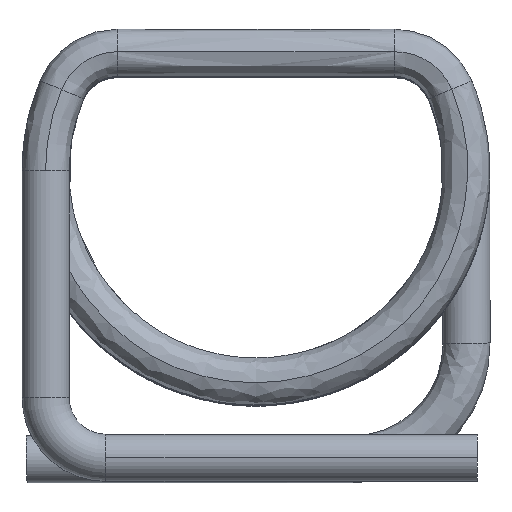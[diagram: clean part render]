
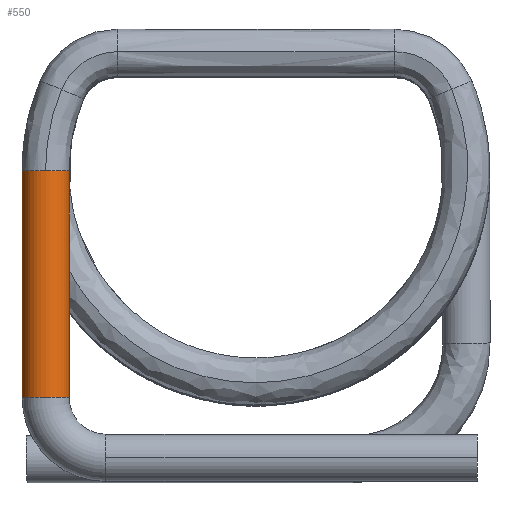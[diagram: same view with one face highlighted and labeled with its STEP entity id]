
A CAD part, top view. The second image highlights one B-rep face of the part: STEP entity #550.
In plain terms, the highlighted cylindrical face has radius 0.39 mm (diameter 0.78 mm), a partial arc.
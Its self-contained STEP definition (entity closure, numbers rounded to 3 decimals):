
#106 = AXIS2_PLACEMENT_3D ( 'NONE', #14633, #10869, #7265 ) ;
#476 = CARTESIAN_POINT ( 'NONE',  ( -3.875, -3.75, 0. ) ) ;
#550 = ADVANCED_FACE ( 'NONE', ( #11687 ), #3228, .T. ) ;
#724 = EDGE_CURVE ( 'NONE', #1563, #837, #10338, .T. ) ;
#837 = VERTEX_POINT ( 'NONE', #848 ) ;
#848 = CARTESIAN_POINT ( 'NONE',  ( -3.095, 0., 0. ) ) ;
#1261 = LINE ( 'NONE', #476, #11002 ) ;
#1473 = DIRECTION ( 'NONE',  ( -1., 0., 0. ) ) ;
#1563 = VERTEX_POINT ( 'NONE', #5266 ) ;
#2211 = CARTESIAN_POINT ( 'NONE',  ( -3.095, -3.75, 0. ) ) ;
#3228 = CYLINDRICAL_SURFACE ( 'NONE', #11924, 0.39 ) ;
#3511 = CIRCLE ( 'NONE', #5060, 0.39 ) ;
#3601 = VECTOR ( 'NONE', #13111, 1000. ) ;
#3630 = ORIENTED_EDGE ( 'NONE', *, *, #8201, .F. ) ;
#3934 = CIRCLE ( 'NONE', #106, 0.39 ) ;
#4010 = DIRECTION ( 'NONE',  ( 0., 1., 0. ) ) ;
#4503 = AXIS2_PLACEMENT_3D ( 'NONE', #5042, #8642, #9870 ) ;
#4890 = ORIENTED_EDGE ( 'NONE', *, *, #13759, .T. ) ;
#5042 = CARTESIAN_POINT ( 'NONE',  ( -3.485, 0., 0. ) ) ;
#5060 = AXIS2_PLACEMENT_3D ( 'NONE', #13457, #4010, #6387 ) ;
#5102 = EDGE_CURVE ( 'NONE', #9032, #1563, #3511, .T. ) ;
#5266 = CARTESIAN_POINT ( 'NONE',  ( -3.095, -3.75, 0. ) ) ;
#5308 = CARTESIAN_POINT ( 'NONE',  ( -3.485, 0., 0.39 ) ) ;
#6367 = DIRECTION ( 'NONE',  ( 0., 1., 0. ) ) ;
#6387 = DIRECTION ( 'NONE',  ( -1., 0., 0. ) ) ;
#6891 = EDGE_LOOP ( 'NONE', ( #9953, #7530, #9771, #4890, #3630 ) ) ;
#7104 = CIRCLE ( 'NONE', #4503, 0.39 ) ;
#7265 = DIRECTION ( 'NONE',  ( 0., 0., -1. ) ) ;
#7530 = ORIENTED_EDGE ( 'NONE', *, *, #724, .T. ) ;
#7560 = CARTESIAN_POINT ( 'NONE',  ( -3.875, -3.75, 0. ) ) ;
#8201 = EDGE_CURVE ( 'NONE', #9032, #13406, #1261, .T. ) ;
#8642 = DIRECTION ( 'NONE',  ( 0., -1., 0. ) ) ;
#9032 = VERTEX_POINT ( 'NONE', #7560 ) ;
#9771 = ORIENTED_EDGE ( 'NONE', *, *, #14368, .T. ) ;
#9870 = DIRECTION ( 'NONE',  ( -1., 0., 0. ) ) ;
#9953 = ORIENTED_EDGE ( 'NONE', *, *, #5102, .T. ) ;
#10338 = LINE ( 'NONE', #2211, #3601 ) ;
#10869 = DIRECTION ( 'NONE',  ( 0., -1., 0. ) ) ;
#11002 = VECTOR ( 'NONE', #14783, 1000. ) ;
#11687 = FACE_OUTER_BOUND ( 'NONE', #6891, .T. ) ;
#11705 = CARTESIAN_POINT ( 'NONE',  ( -3.875, 0., 0. ) ) ;
#11924 = AXIS2_PLACEMENT_3D ( 'NONE', #13589, #6367, #1473 ) ;
#12779 = VERTEX_POINT ( 'NONE', #5308 ) ;
#13111 = DIRECTION ( 'NONE',  ( 0., 1., 0. ) ) ;
#13406 = VERTEX_POINT ( 'NONE', #11705 ) ;
#13457 = CARTESIAN_POINT ( 'NONE',  ( -3.485, -3.75, 0. ) ) ;
#13589 = CARTESIAN_POINT ( 'NONE',  ( -3.485, -3.75, 0. ) ) ;
#13759 = EDGE_CURVE ( 'NONE', #12779, #13406, #7104, .T. ) ;
#14368 = EDGE_CURVE ( 'NONE', #837, #12779, #3934, .T. ) ;
#14633 = CARTESIAN_POINT ( 'NONE',  ( -3.485, 0., 0. ) ) ;
#14783 = DIRECTION ( 'NONE',  ( 0., 1., 0. ) ) ;
